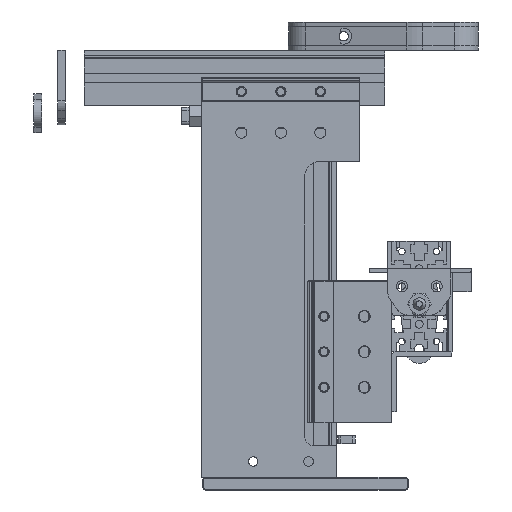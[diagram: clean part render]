
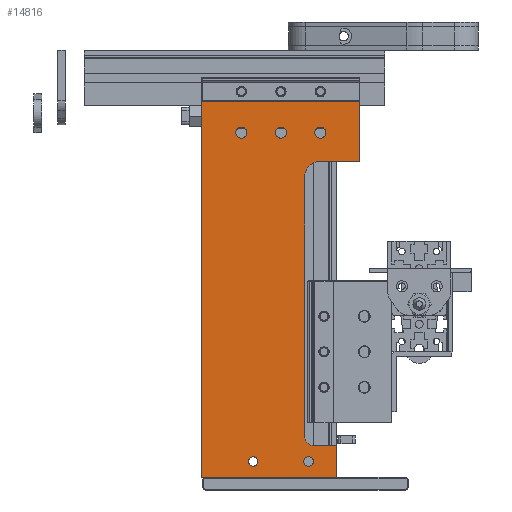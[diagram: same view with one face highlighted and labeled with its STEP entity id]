
A CAD part, left-side view. The second image highlights one B-rep face of the part: STEP entity #14816.
In plain terms, the highlighted planar face has unit normal (-1, 0, 0).
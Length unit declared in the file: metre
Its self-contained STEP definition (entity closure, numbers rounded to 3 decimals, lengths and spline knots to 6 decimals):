
#565=PLANE('',#16111);
#1339=LINE('',#22510,#2894);
#1343=LINE('',#22522,#2898);
#1346=LINE('',#22528,#2901);
#1349=LINE('',#22534,#2904);
#1352=LINE('',#22540,#2907);
#1355=LINE('',#22546,#2910);
#1358=LINE('',#22552,#2913);
#1361=LINE('',#22558,#2916);
#2894=VECTOR('',#18159,1.);
#2898=VECTOR('',#18171,1.);
#2901=VECTOR('',#18176,1.);
#2904=VECTOR('',#18181,1.);
#2907=VECTOR('',#18186,1.);
#2910=VECTOR('',#18191,1.);
#2913=VECTOR('',#18196,1.);
#2916=VECTOR('',#18201,1.);
#5169=ORIENTED_EDGE('',*,*,#8721,.F.);
#5170=ORIENTED_EDGE('',*,*,#8722,.F.);
#5171=ORIENTED_EDGE('',*,*,#8723,.F.);
#5172=ORIENTED_EDGE('',*,*,#8724,.F.);
#5173=ORIENTED_EDGE('',*,*,#8725,.F.);
#5174=ORIENTED_EDGE('',*,*,#8726,.F.);
#5175=ORIENTED_EDGE('',*,*,#8727,.F.);
#5176=ORIENTED_EDGE('',*,*,#8728,.F.);
#5177=ORIENTED_EDGE('',*,*,#8683,.T.);
#5178=ORIENTED_EDGE('',*,*,#8711,.F.);
#5179=ORIENTED_EDGE('',*,*,#8708,.F.);
#5180=ORIENTED_EDGE('',*,*,#8705,.F.);
#5181=ORIENTED_EDGE('',*,*,#8702,.T.);
#5182=ORIENTED_EDGE('',*,*,#8699,.T.);
#5183=ORIENTED_EDGE('',*,*,#8696,.T.);
#5184=ORIENTED_EDGE('',*,*,#8693,.F.);
#5185=ORIENTED_EDGE('',*,*,#8690,.T.);
#5186=ORIENTED_EDGE('',*,*,#8687,.F.);
#8683=EDGE_CURVE('',#10559,#10560,#11751,.T.);
#8687=EDGE_CURVE('',#10559,#10563,#1339,.T.);
#8690=EDGE_CURVE('',#10565,#10563,#11753,.T.);
#8693=EDGE_CURVE('',#10565,#10567,#1343,.T.);
#8696=EDGE_CURVE('',#10569,#10567,#1346,.T.);
#8699=EDGE_CURVE('',#10571,#10569,#1349,.T.);
#8702=EDGE_CURVE('',#10573,#10571,#1352,.T.);
#8705=EDGE_CURVE('',#10573,#10575,#1355,.T.);
#8708=EDGE_CURVE('',#10575,#10577,#1358,.T.);
#8711=EDGE_CURVE('',#10577,#10560,#1361,.T.);
#8721=EDGE_CURVE('',#10587,#10587,#11763,.F.);
#8722=EDGE_CURVE('',#10588,#10588,#11764,.F.);
#8723=EDGE_CURVE('',#10589,#10589,#11765,.F.);
#8724=EDGE_CURVE('',#10590,#10590,#11766,.F.);
#8725=EDGE_CURVE('',#10591,#10591,#11767,.F.);
#8726=EDGE_CURVE('',#10592,#10592,#11768,.F.);
#8727=EDGE_CURVE('',#10593,#10593,#11769,.F.);
#8728=EDGE_CURVE('',#10594,#10594,#11770,.F.);
#10559=VERTEX_POINT('',#22502);
#10560=VERTEX_POINT('',#22503);
#10563=VERTEX_POINT('',#22511);
#10565=VERTEX_POINT('',#22517);
#10567=VERTEX_POINT('',#22523);
#10569=VERTEX_POINT('',#22529);
#10571=VERTEX_POINT('',#22535);
#10573=VERTEX_POINT('',#22541);
#10575=VERTEX_POINT('',#22547);
#10577=VERTEX_POINT('',#22553);
#10587=VERTEX_POINT('',#22579);
#10588=VERTEX_POINT('',#22581);
#10589=VERTEX_POINT('',#22583);
#10590=VERTEX_POINT('',#22585);
#10591=VERTEX_POINT('',#22587);
#10592=VERTEX_POINT('',#22589);
#10593=VERTEX_POINT('',#22591);
#10594=VERTEX_POINT('',#22593);
#11751=CIRCLE('',#16089,0.01);
#11753=CIRCLE('',#16093,0.006);
#11763=CIRCLE('',#16112,0.003);
#11764=CIRCLE('',#16113,0.003);
#11765=CIRCLE('',#16114,0.0035);
#11766=CIRCLE('',#16115,0.0035);
#11767=CIRCLE('',#16116,0.0035);
#11768=CIRCLE('',#16117,0.0025);
#11769=CIRCLE('',#16118,0.0025);
#11770=CIRCLE('',#16119,0.0025);
#12361=EDGE_LOOP('',(#5169));
#12362=EDGE_LOOP('',(#5170));
#12363=EDGE_LOOP('',(#5171));
#12364=EDGE_LOOP('',(#5172));
#12365=EDGE_LOOP('',(#5173));
#12366=EDGE_LOOP('',(#5174));
#12367=EDGE_LOOP('',(#5175));
#12368=EDGE_LOOP('',(#5176));
#12369=EDGE_LOOP('',(#5177,#5178,#5179,#5180,#5181,#5182,#5183,#5184,#5185,
#5186));
#13544=FACE_BOUND('',#12361,.T.);
#13545=FACE_BOUND('',#12362,.T.);
#13546=FACE_BOUND('',#12363,.T.);
#13547=FACE_BOUND('',#12364,.T.);
#13548=FACE_BOUND('',#12365,.T.);
#13549=FACE_BOUND('',#12366,.T.);
#13550=FACE_BOUND('',#12367,.T.);
#13551=FACE_BOUND('',#12368,.T.);
#13552=FACE_BOUND('',#12369,.T.);
#14816=ADVANCED_FACE('',(#13544,#13545,#13546,#13547,#13548,#13549,#13550,
#13551,#13552),#565,.F.);
#16089=AXIS2_PLACEMENT_3D('',#22501,#18151,#18152);
#16093=AXIS2_PLACEMENT_3D('',#22516,#18164,#18165);
#16111=AXIS2_PLACEMENT_3D('',#22577,#18221,#18222);
#16112=AXIS2_PLACEMENT_3D('',#22578,#18223,#18224);
#16113=AXIS2_PLACEMENT_3D('',#22580,#18225,#18226);
#16114=AXIS2_PLACEMENT_3D('',#22582,#18227,#18228);
#16115=AXIS2_PLACEMENT_3D('',#22584,#18229,#18230);
#16116=AXIS2_PLACEMENT_3D('',#22586,#18231,#18232);
#16117=AXIS2_PLACEMENT_3D('',#22588,#18233,#18234);
#16118=AXIS2_PLACEMENT_3D('',#22590,#18235,#18236);
#16119=AXIS2_PLACEMENT_3D('',#22592,#18237,#18238);
#18151=DIRECTION('',(1.,0.,0.));
#18152=DIRECTION('',(0.,0.,-1.));
#18159=DIRECTION('',(0.,0.,-1.));
#18164=DIRECTION('',(1.,0.,0.));
#18165=DIRECTION('',(0.,0.,-1.));
#18171=DIRECTION('',(0.,-1.,0.));
#18176=DIRECTION('',(0.,0.,1.));
#18181=DIRECTION('',(0.,-1.,0.));
#18186=DIRECTION('',(0.,0.,-1.));
#18191=DIRECTION('',(0.,-1.,0.));
#18196=DIRECTION('',(0.,0.,-1.));
#18201=DIRECTION('',(0.,1.,0.));
#18221=DIRECTION('',(1.,0.,0.));
#18222=DIRECTION('',(0.,1.,0.));
#18223=DIRECTION('',(1.,0.,0.));
#18224=DIRECTION('',(0.,0.,-1.));
#18225=DIRECTION('',(1.,0.,0.));
#18226=DIRECTION('',(0.,0.,-1.));
#18227=DIRECTION('',(1.,0.,0.));
#18228=DIRECTION('',(0.,0.,-1.));
#18229=DIRECTION('',(1.,0.,0.));
#18230=DIRECTION('',(0.,0.,-1.));
#18231=DIRECTION('',(1.,0.,0.));
#18232=DIRECTION('',(0.,0.,-1.));
#18233=DIRECTION('',(1.,0.,0.));
#18234=DIRECTION('',(0.,0.,-1.));
#18235=DIRECTION('',(1.,0.,0.));
#18236=DIRECTION('',(0.,0.,-1.));
#18237=DIRECTION('',(1.,0.,0.));
#18238=DIRECTION('',(0.,0.,-1.));
#22501=CARTESIAN_POINT('',(0.,-0.075,0.19));
#22502=CARTESIAN_POINT('',(0.,-0.065,0.19));
#22503=CARTESIAN_POINT('',(0.,-0.075,0.2));
#22510=CARTESIAN_POINT('',(0.,-0.065,0.108));
#22511=CARTESIAN_POINT('',(0.,-0.065,0.026));
#22516=CARTESIAN_POINT('',(0.,-0.071,0.026));
#22517=CARTESIAN_POINT('',(0.,-0.071,0.02));
#22522=CARTESIAN_POINT('',(0.,-0.078,0.02));
#22523=CARTESIAN_POINT('',(0.,-0.085,0.02));
#22528=CARTESIAN_POINT('',(0.,-0.085,0.01));
#22529=CARTESIAN_POINT('',(0.,-0.085,0.));
#22534=CARTESIAN_POINT('',(0.,-0.0425,0.));
#22535=CARTESIAN_POINT('',(0.,0.,0.));
#22540=CARTESIAN_POINT('',(0.,0.,0.125));
#22541=CARTESIAN_POINT('',(0.,0.,0.25));
#22546=CARTESIAN_POINT('',(0.,-0.05,0.25));
#22547=CARTESIAN_POINT('',(0.,-0.1,0.25));
#22552=CARTESIAN_POINT('',(0.,-0.1,0.225));
#22553=CARTESIAN_POINT('',(0.,-0.1,0.2));
#22558=CARTESIAN_POINT('',(0.,-0.0875,0.2));
#22577=CARTESIAN_POINT('',(0.,-0.05,0.125));
#22578=CARTESIAN_POINT('',(0.,-0.0675,0.01));
#22579=CARTESIAN_POINT('',(0.,-0.0675,0.007));
#22580=CARTESIAN_POINT('',(0.,-0.0325,0.01));
#22581=CARTESIAN_POINT('',(0.,-0.0325,0.007));
#22582=CARTESIAN_POINT('',(0.,-0.075,0.218));
#22583=CARTESIAN_POINT('',(0.,-0.075,0.2145));
#22584=CARTESIAN_POINT('',(0.,-0.05,0.218));
#22585=CARTESIAN_POINT('',(0.,-0.05,0.2145));
#22586=CARTESIAN_POINT('',(0.,-0.025,0.218));
#22587=CARTESIAN_POINT('',(0.,-0.025,0.2145));
#22588=CARTESIAN_POINT('',(0.,-0.075,0.244));
#22589=CARTESIAN_POINT('',(0.,-0.075,0.2415));
#22590=CARTESIAN_POINT('',(0.,-0.05,0.244));
#22591=CARTESIAN_POINT('',(0.,-0.05,0.2415));
#22592=CARTESIAN_POINT('',(0.,-0.025,0.244));
#22593=CARTESIAN_POINT('',(0.,-0.025,0.2415));
